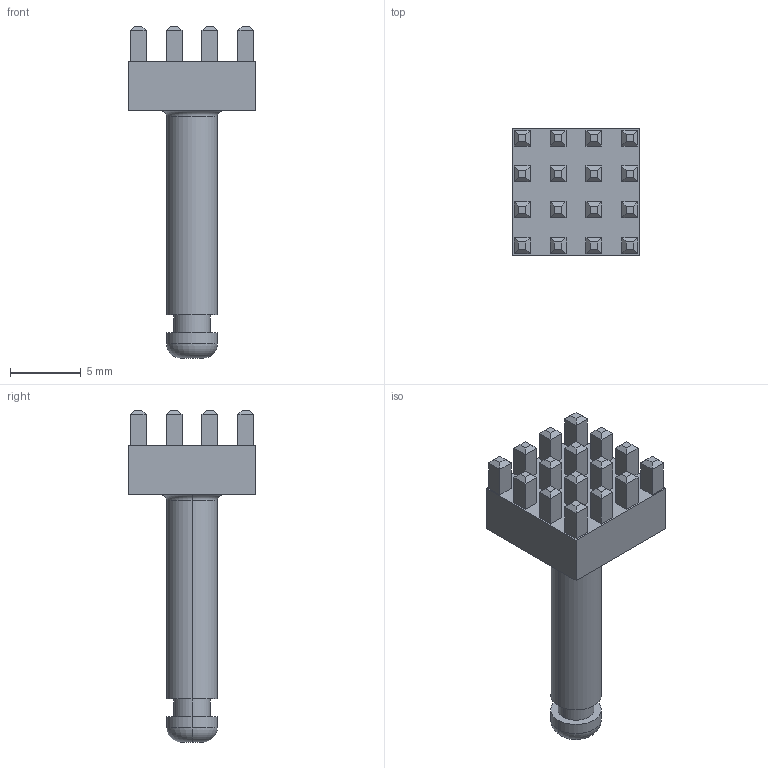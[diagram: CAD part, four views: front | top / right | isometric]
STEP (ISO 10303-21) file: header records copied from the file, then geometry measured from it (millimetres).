
FILE_DESCRIPTION (( 'STEP AP214' ), '1' );
FILE_NAME ('LF999136_68520.STEP', '2021-03-18T13:18:54', ( '' ), ( '' ), 'SwSTEP 2.0', 'SolidWorks 2018', '' );
FILE_SCHEMA (( 'AUTOMOTIVE_DESIGN' ));
Length unit declared in the file: millimetre
Products named in the file (1): LF999136_68520
Bounding box: 9 x 9 x 23.5 mm (x, y, z)
Volume: 501.9 mm3; surface area: 650.6 mm2
Topology: 1 solids, 1 shells, 190 faces, 433 edges, 266 vertices
Faces by surface type: plane 180, cylinder 6, torus 4
Entity records: 5187 total; most frequent: CARTESIAN_POINT 890, ORIENTED_EDGE 866, DIRECTION 835, EDGE_CURVE 433, LINE 413, VECTOR 413, VERTEX_POINT 266, EDGE_LOOP 211
